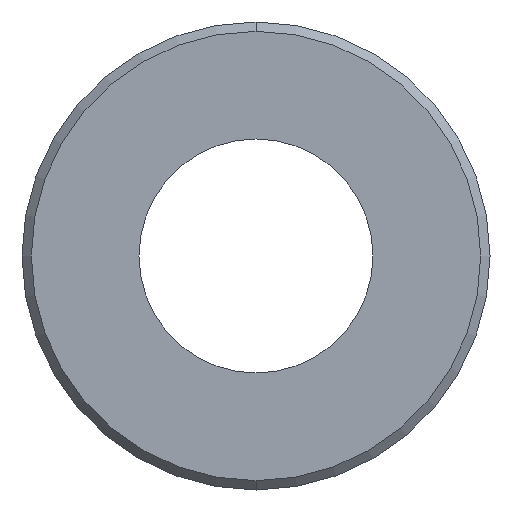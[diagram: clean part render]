
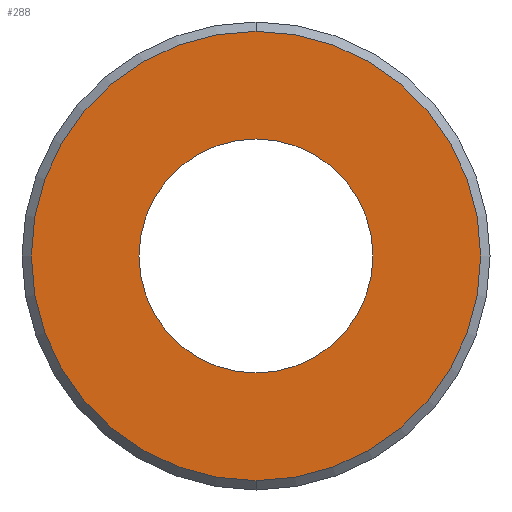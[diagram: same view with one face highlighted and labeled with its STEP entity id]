
A CAD part, front view. The second image highlights one B-rep face of the part: STEP entity #288.
In plain terms, the highlighted planar face has unit normal (0, -1, 0).
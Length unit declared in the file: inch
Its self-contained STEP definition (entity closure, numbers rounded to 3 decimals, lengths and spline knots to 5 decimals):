
#5 = DIRECTION ( 'NONE',  ( 0., 0., 1. ) ) ;
#12 = DIRECTION ( 'NONE',  ( 0., 0., 1. ) ) ;
#33 = ORIENTED_EDGE ( 'NONE', *, *, #298, .T. ) ;
#35 = CIRCLE ( 'NONE', #67, 0.24 ) ;
#48 = FACE_OUTER_BOUND ( 'NONE', #69, .T. ) ;
#60 = CARTESIAN_POINT ( 'NONE',  ( 0., 0., 0. ) ) ;
#67 = AXIS2_PLACEMENT_3D ( 'NONE', #380, #206, #12 ) ;
#69 = EDGE_LOOP ( 'NONE', ( #366, #231 ) ) ;
#76 = AXIS2_PLACEMENT_3D ( 'NONE', #275, #140, #345 ) ;
#78 = DIRECTION ( 'NONE',  ( 0., -1., 0. ) ) ;
#92 = AXIS2_PLACEMENT_3D ( 'NONE', #266, #78, #296 ) ;
#97 = AXIS2_PLACEMENT_3D ( 'NONE', #60, #237, #118 ) ;
#99 = AXIS2_PLACEMENT_3D ( 'NONE', #341, #201, #5 ) ;
#118 = DIRECTION ( 'NONE',  ( 0., 0., 1. ) ) ;
#136 = CIRCLE ( 'NONE', #92, 0.24 ) ;
#140 = DIRECTION ( 'NONE',  ( 0., 1., 0. ) ) ;
#159 = CARTESIAN_POINT ( 'NONE',  ( 0., 0., -0.125 ) ) ;
#164 = VERTEX_POINT ( 'NONE', #193 ) ;
#170 = EDGE_LOOP ( 'NONE', ( #221, #33 ) ) ;
#193 = CARTESIAN_POINT ( 'NONE',  ( 0., 0., 0.24 ) ) ;
#194 = CARTESIAN_POINT ( 'NONE',  ( 0., 0., -0.24 ) ) ;
#201 = DIRECTION ( 'NONE',  ( 0., 1., 0. ) ) ;
#206 = DIRECTION ( 'NONE',  ( 0., -1., 0. ) ) ;
#215 = CIRCLE ( 'NONE', #76, 0.125 ) ;
#221 = ORIENTED_EDGE ( 'NONE', *, *, #333, .T. ) ;
#231 = ORIENTED_EDGE ( 'NONE', *, *, #321, .T. ) ;
#232 = VERTEX_POINT ( 'NONE', #194 ) ;
#237 = DIRECTION ( 'NONE',  ( 0., 1., 0. ) ) ;
#243 = VERTEX_POINT ( 'NONE', #159 ) ;
#255 = CARTESIAN_POINT ( 'NONE',  ( 0., 0., 0.125 ) ) ;
#266 = CARTESIAN_POINT ( 'NONE',  ( 0., 0., 0. ) ) ;
#275 = CARTESIAN_POINT ( 'NONE',  ( 0., 0., 0. ) ) ;
#288 = ADVANCED_FACE ( 'NONE', ( #48, #294 ), #312, .F. ) ;
#294 = FACE_BOUND ( 'NONE', #170, .T. ) ;
#296 = DIRECTION ( 'NONE',  ( 0., 0., 1. ) ) ;
#298 = EDGE_CURVE ( 'NONE', #391, #243, #367, .T. ) ;
#312 = PLANE ( 'NONE',  #99 ) ;
#321 = EDGE_CURVE ( 'NONE', #232, #164, #136, .T. ) ;
#333 = EDGE_CURVE ( 'NONE', #243, #391, #215, .T. ) ;
#341 = CARTESIAN_POINT ( 'NONE',  ( 0., 0., 0. ) ) ;
#342 = EDGE_CURVE ( 'NONE', #164, #232, #35, .T. ) ;
#345 = DIRECTION ( 'NONE',  ( 0., 0., 1. ) ) ;
#366 = ORIENTED_EDGE ( 'NONE', *, *, #342, .T. ) ;
#367 = CIRCLE ( 'NONE', #97, 0.125 ) ;
#380 = CARTESIAN_POINT ( 'NONE',  ( 0., 0., 0. ) ) ;
#391 = VERTEX_POINT ( 'NONE', #255 ) ;
